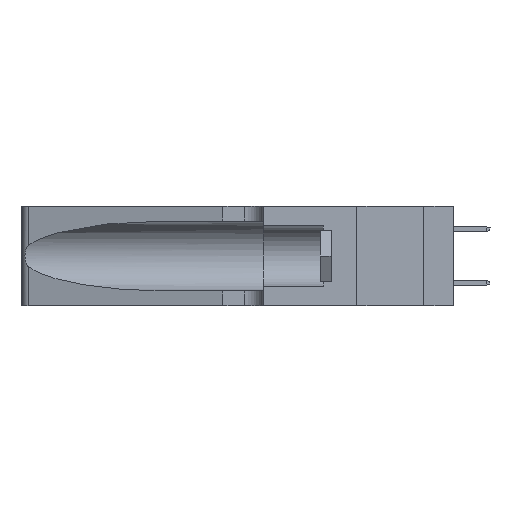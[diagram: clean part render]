
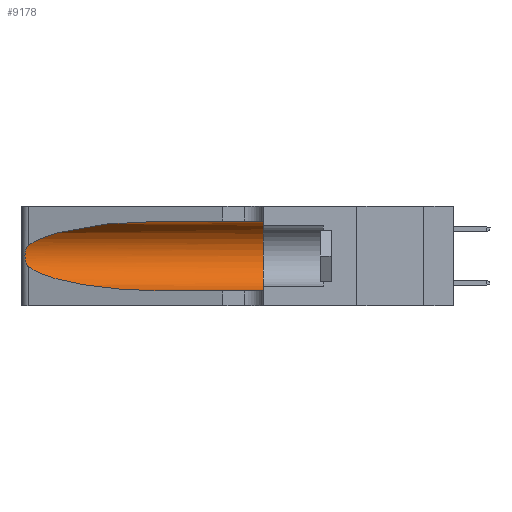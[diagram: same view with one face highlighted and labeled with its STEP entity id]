
A CAD part, left-side view. The second image highlights one B-rep face of the part: STEP entity #9178.
In plain terms, the highlighted cylindrical face has radius 3.308 mm (diameter 6.617 mm), a partial arc.
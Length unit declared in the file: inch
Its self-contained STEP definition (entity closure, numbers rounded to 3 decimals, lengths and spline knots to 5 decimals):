
#349 = CARTESIAN_POINT ( 'NONE',  ( 0.1305, 1.61858, 0.185 ) ) ;
#434 = ORIENTED_EDGE ( 'NONE', *, *, #20128, .T. ) ;
#673 = CARTESIAN_POINT ( 'NONE',  ( 0.1305, 0.72297, 0.31525 ) ) ;
#925 = CARTESIAN_POINT ( 'NONE',  ( 0.25639, 1.23184, 0.21858 ) ) ;
#1148 = CARTESIAN_POINT ( 'NONE',  ( 0.25854, 1.2359, 0.20912 ) ) ;
#1207 =( BOUNDED_CURVE ( )  B_SPLINE_CURVE ( 3, ( #21646, #3589, #10683, #13986 ),
 .UNSPECIFIED., .F., .T. ) 
 B_SPLINE_CURVE_WITH_KNOTS ( ( 4, 4 ),
 ( 3.44316, 4.71239 ),
 .UNSPECIFIED. ) 
 CURVE ( )  GEOMETRIC_REPRESENTATION_ITEM ( )  RATIONAL_B_SPLINE_CURVE ( ( 1., 0.87, 0.87, 1. ) ) 
 REPRESENTATION_ITEM ( '' )  );
#1533 = VERTEX_POINT ( 'NONE', #18039 ) ;
#1838 = AXIS2_PLACEMENT_3D ( 'NONE', #2413, #4378, #2069 ) ;
#2069 = DIRECTION ( 'NONE',  ( 0., 0., 1. ) ) ;
#2377 = DIRECTION ( 'NONE',  ( 0., -1., 0. ) ) ;
#2413 = CARTESIAN_POINT ( 'NONE',  ( 0.1305, 0.35, 0.185 ) ) ;
#3039 = EDGE_CURVE ( 'NONE', #1533, #18858, #7723, .T. ) ;
#3274 = VECTOR ( 'NONE', #2377, 39.37008 ) ;
#3297 = ORIENTED_EDGE ( 'NONE', *, *, #8029, .F. ) ;
#3589 = CARTESIAN_POINT ( 'NONE',  ( 0.2373, 1.15595, 0.08982 ) ) ;
#3781 = AXIS2_PLACEMENT_3D ( 'NONE', #349, #13077, #7352 ) ;
#4192 = CARTESIAN_POINT ( 'NONE',  ( 0.18966, 0.96281, 0.31525 ) ) ;
#4378 = DIRECTION ( 'NONE',  ( 0., 1., 0. ) ) ;
#4569 = CARTESIAN_POINT ( 'NONE',  ( 0.25856, 1.23593, 0.16098 ) ) ;
#4609 = CARTESIAN_POINT ( 'NONE',  ( 0.1305, 0.35, 0.05475 ) ) ;
#5807 = ORIENTED_EDGE ( 'NONE', *, *, #3039, .T. ) ;
#6033 = CARTESIAN_POINT ( 'NONE',  ( 0.25487, 1.22718, 0.22369 ) ) ;
#6188 =( BOUNDED_CURVE ( )  B_SPLINE_CURVE ( 3, ( #673, #4192, #13522, #22939 ),
 .UNSPECIFIED., .F., .F. ) 
 B_SPLINE_CURVE_WITH_KNOTS ( ( 4, 4 ),
 ( 1.5708, 2.84003 ),
 .UNSPECIFIED. ) 
 CURVE ( )  GEOMETRIC_REPRESENTATION_ITEM ( )  RATIONAL_B_SPLINE_CURVE ( ( 1., 0.87, 0.87, 1. ) ) 
 REPRESENTATION_ITEM ( '' )  );
#6274 = CARTESIAN_POINT ( 'NONE',  ( 0.25487, 1.22718, 0.14631 ) ) ;
#6399 = CARTESIAN_POINT ( 'NONE',  ( 0.1305, 1.61858, 0.05475 ) ) ;
#6503 = CIRCLE ( 'NONE', #1838, 0.13025 ) ;
#6508 = CARTESIAN_POINT ( 'NONE',  ( 0.25487, 1.22718, 0.22369 ) ) ;
#6873 = B_SPLINE_CURVE_WITH_KNOTS ( 'NONE', 3,
 ( #6508, #20954, #925, #11992, #1148, #8526, #9855, #14022, #17255, #4569, #11876, #13678, #12115, #6274 ),
 .UNSPECIFIED., .F., .F.,
 ( 4, 2, 2, 2, 2, 2, 4 ),
 ( 0., 0.00027, 0.00053, 0.00107, 0.0016, 0.00187, 0.00214 ),
 .UNSPECIFIED. ) ;
#7001 = CARTESIAN_POINT ( 'NONE',  ( 0.1305, 0.72297, 0.31525 ) ) ;
#7041 = CARTESIAN_POINT ( 'NONE',  ( 0.1305, 1.61858, 0.31525 ) ) ;
#7352 = DIRECTION ( 'NONE',  ( 0., 0., -1. ) ) ;
#7723 = LINE ( 'NONE', #6399, #3274 ) ;
#8029 = EDGE_CURVE ( 'NONE', #14143, #8678, #8846, .T. ) ;
#8071 = EDGE_CURVE ( 'NONE', #8678, #18858, #6503, .T. ) ;
#8526 = CARTESIAN_POINT ( 'NONE',  ( 0.26018, 1.23835, 0.19895 ) ) ;
#8678 = VERTEX_POINT ( 'NONE', #15256 ) ;
#8846 = LINE ( 'NONE', #7041, #22861 ) ;
#9178 = ADVANCED_FACE ( 'NONE', ( #11177 ), #21808, .F. ) ;
#9358 = ORIENTED_EDGE ( 'NONE', *, *, #8071, .F. ) ;
#9855 = CARTESIAN_POINT ( 'NONE',  ( 0.26075, 1.23896, 0.19203 ) ) ;
#10683 = CARTESIAN_POINT ( 'NONE',  ( 0.18966, 0.96281, 0.05475 ) ) ;
#10740 = VERTEX_POINT ( 'NONE', #15847 ) ;
#11177 = FACE_OUTER_BOUND ( 'NONE', #14572, .T. ) ;
#11876 = CARTESIAN_POINT ( 'NONE',  ( 0.25789, 1.23486, 0.15765 ) ) ;
#11992 = CARTESIAN_POINT ( 'NONE',  ( 0.25787, 1.23484, 0.2124 ) ) ;
#12115 = CARTESIAN_POINT ( 'NONE',  ( 0.25555, 1.22993, 0.14849 ) ) ;
#13077 = DIRECTION ( 'NONE',  ( 0., -1., 0. ) ) ;
#13522 = CARTESIAN_POINT ( 'NONE',  ( 0.2373, 1.15595, 0.28018 ) ) ;
#13678 = CARTESIAN_POINT ( 'NONE',  ( 0.25639, 1.23186, 0.15144 ) ) ;
#13986 = CARTESIAN_POINT ( 'NONE',  ( 0.1305, 0.72297, 0.05475 ) ) ;
#14022 = CARTESIAN_POINT ( 'NONE',  ( 0.26075, 1.23896, 0.178 ) ) ;
#14143 = VERTEX_POINT ( 'NONE', #7001 ) ;
#14572 = EDGE_LOOP ( 'NONE', ( #21667, #434, #19019, #5807, #9358, #3297 ) ) ;
#15256 = CARTESIAN_POINT ( 'NONE',  ( 0.1305, 0.35, 0.31525 ) ) ;
#15847 = CARTESIAN_POINT ( 'NONE',  ( 0.25487, 1.22718, 0.14631 ) ) ;
#16442 = VERTEX_POINT ( 'NONE', #6033 ) ;
#17255 = CARTESIAN_POINT ( 'NONE',  ( 0.26017, 1.23833, 0.17102 ) ) ;
#18039 = CARTESIAN_POINT ( 'NONE',  ( 0.1305, 0.72297, 0.05475 ) ) ;
#18858 = VERTEX_POINT ( 'NONE', #4609 ) ;
#19019 = ORIENTED_EDGE ( 'NONE', *, *, #20524, .T. ) ;
#20128 = EDGE_CURVE ( 'NONE', #16442, #10740, #6873, .T. ) ;
#20524 = EDGE_CURVE ( 'NONE', #10740, #1533, #1207, .T. ) ;
#20954 = CARTESIAN_POINT ( 'NONE',  ( 0.25555, 1.22994, 0.2215 ) ) ;
#21610 = DIRECTION ( 'NONE',  ( 0., -1., 0. ) ) ;
#21646 = CARTESIAN_POINT ( 'NONE',  ( 0.25487, 1.22718, 0.14631 ) ) ;
#21667 = ORIENTED_EDGE ( 'NONE', *, *, #22900, .T. ) ;
#21808 = CYLINDRICAL_SURFACE ( 'NONE', #3781, 0.13025 ) ;
#22861 = VECTOR ( 'NONE', #21610, 39.37008 ) ;
#22900 = EDGE_CURVE ( 'NONE', #14143, #16442, #6188, .T. ) ;
#22939 = CARTESIAN_POINT ( 'NONE',  ( 0.25487, 1.22718, 0.22369 ) ) ;
